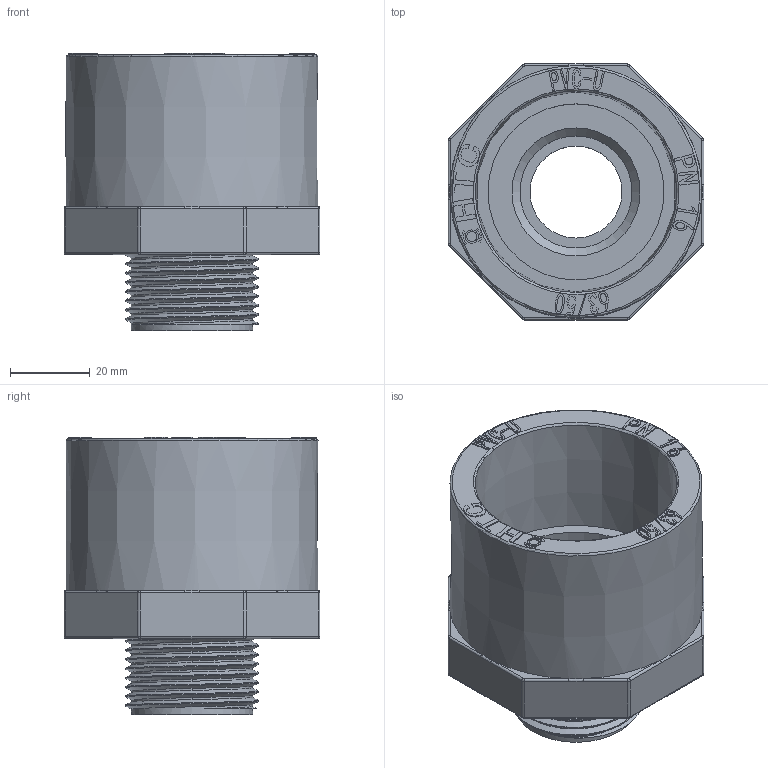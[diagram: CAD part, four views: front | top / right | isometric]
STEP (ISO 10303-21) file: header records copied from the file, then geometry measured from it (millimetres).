
FILE_DESCRIPTION(/* description */ (''),/* implementation_level */ '2;1');
FILE_NAME(/* name */ '50-63X1内外插外螺纹变接头.stp',/* time_stamp */ '2024-04-10T09:11:31+08:00',/* author */ (''),/* organization */ (''),/* preprocessor_version */ 'ST-DEVELOPER v16',/* originating_system */ 'SIEMENS PLM Software NX 10.0',/* authorisation */ '');
FILE_SCHEMA (('AUTOMOTIVE_DESIGN { 1 0 10303 214 3 1 1 1 }'));
Length unit declared in the file: millimetre
Products named in the file (1): gelv14787A63p9m8
Bounding box: 64 x 64 x 69.3 mm (x, y, z)
Volume: 85297.7 mm3; surface area: 27613.5 mm2
Topology: 1 solids, 1 shells, 843 faces, 2384 edges, 1571 vertices
Faces by surface type: plane 752, cylinder 50, bspline 26, extrusion 9, torus 3, cone 3
Full cylindrical faces by diameter (mm): 2.515 x1, 3.353 x1, 23 x1, 28 x1, 30.291 x7, 44 x1
Entity records: 31540 total; most frequent: CARTESIAN_POINT 12784, ORIENTED_EDGE 4688, DIRECTION 2656, EDGE_CURVE 2344, VERTEX_POINT 1550, B_SPLINE_CURVE_WITH_KNOTS 1439, AXIS2_PLACEMENT_3D 931, EDGE_LOOP 878
